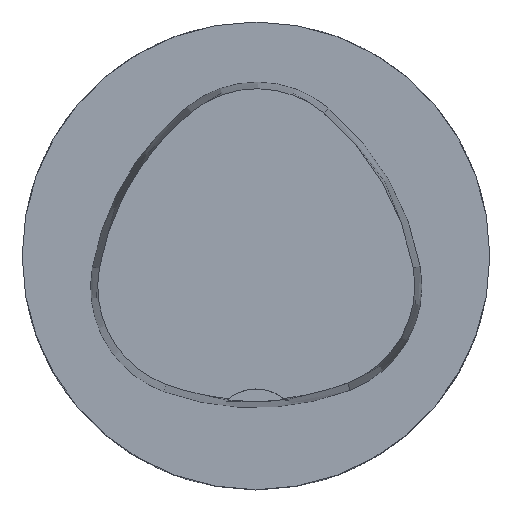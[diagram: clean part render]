
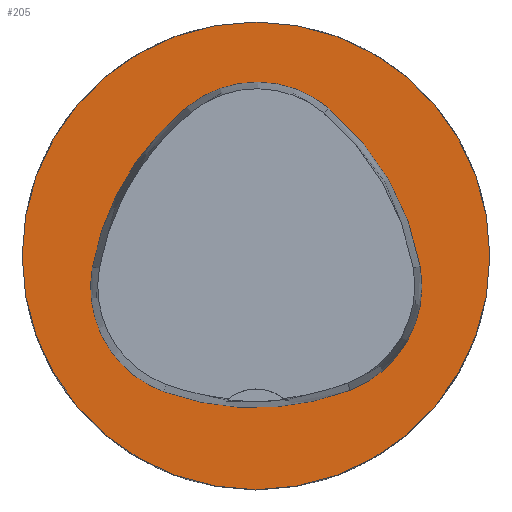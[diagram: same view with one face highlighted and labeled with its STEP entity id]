
A CAD part, top view. The second image highlights one B-rep face of the part: STEP entity #205.
In plain terms, the highlighted planar face has unit normal (0, 0, 1).
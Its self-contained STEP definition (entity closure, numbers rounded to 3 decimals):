
#136=PLANE('',#893);
#205=ADVANCED_FACE('',(#288,#289),#136,.T.);
#246=CIRCLE('',#864,31.5);
#248=CIRCLE('',#871,36.);
#250=CIRCLE('',#874,15.);
#252=CIRCLE('',#877,36.);
#254=CIRCLE('',#880,15.);
#258=CIRCLE('',#885,36.);
#260=CIRCLE('',#888,15.);
#288=FACE_BOUND('',#342,.T.);
#289=FACE_BOUND('',#343,.T.);
#342=EDGE_LOOP('',(#457,#458,#459,#460,#461,#462));
#343=EDGE_LOOP('',(#463));
#457=ORIENTED_EDGE('',*,*,#633,.T.);
#458=ORIENTED_EDGE('',*,*,#613,.T.);
#459=ORIENTED_EDGE('',*,*,#617,.T.);
#460=ORIENTED_EDGE('',*,*,#620,.T.);
#461=ORIENTED_EDGE('',*,*,#623,.T.);
#462=ORIENTED_EDGE('',*,*,#631,.T.);
#463=ORIENTED_EDGE('',*,*,#603,.F.);
#547=VERTEX_POINT('',#1234);
#557=VERTEX_POINT('',#1255);
#558=VERTEX_POINT('',#1256);
#561=VERTEX_POINT('',#1264);
#563=VERTEX_POINT('',#1270);
#565=VERTEX_POINT('',#1276);
#572=VERTEX_POINT('',#1297);
#603=EDGE_CURVE('',#547,#547,#246,.T.);
#613=EDGE_CURVE('',#557,#558,#248,.T.);
#617=EDGE_CURVE('',#558,#561,#250,.T.);
#620=EDGE_CURVE('',#561,#563,#252,.T.);
#623=EDGE_CURVE('',#563,#565,#254,.T.);
#631=EDGE_CURVE('',#565,#572,#258,.T.);
#633=EDGE_CURVE('',#572,#557,#260,.T.);
#864=AXIS2_PLACEMENT_3D('',#1233,#992,#993);
#871=AXIS2_PLACEMENT_3D('',#1254,#1010,#1011);
#874=AXIS2_PLACEMENT_3D('',#1263,#1018,#1019);
#877=AXIS2_PLACEMENT_3D('',#1269,#1025,#1026);
#880=AXIS2_PLACEMENT_3D('',#1275,#1032,#1033);
#885=AXIS2_PLACEMENT_3D('',#1298,#1044,#1045);
#888=AXIS2_PLACEMENT_3D('',#1301,#1050,#1051);
#893=AXIS2_PLACEMENT_3D('',#1306,#1060,#1061);
#992=DIRECTION('',(0.,0.,-1.));
#993=DIRECTION('',(-1.,0.,0.));
#1010=DIRECTION('',(0.,0.,-1.));
#1011=DIRECTION('',(-1.,0.,0.));
#1018=DIRECTION('',(0.,0.,-1.));
#1019=DIRECTION('',(-1.,0.,0.));
#1025=DIRECTION('',(0.,0.,-1.));
#1026=DIRECTION('',(-1.,0.,0.));
#1032=DIRECTION('',(0.,0.,-1.));
#1033=DIRECTION('',(-1.,0.,0.));
#1044=DIRECTION('',(0.,0.,-1.));
#1045=DIRECTION('',(-1.,0.,0.));
#1050=DIRECTION('',(0.,0.,-1.));
#1051=DIRECTION('',(-1.,0.,0.));
#1060=DIRECTION('',(0.,0.,1.));
#1061=DIRECTION('',(1.,0.,0.));
#1233=CARTESIAN_POINT('',(0.,0.,0.));
#1234=CARTESIAN_POINT('',(-31.5,0.,0.));
#1254=CARTESIAN_POINT('',(13.398,-7.893,0.));
#1255=CARTESIAN_POINT('',(-22.041,-1.562,0.));
#1256=CARTESIAN_POINT('',(-9.317,20.036,0.));
#1263=CARTESIAN_POINT('',(0.148,8.399,0.));
#1264=CARTESIAN_POINT('',(9.779,19.898,0.));
#1269=CARTESIAN_POINT('',(-13.337,-7.7,0.));
#1270=CARTESIAN_POINT('',(22.122,-1.48,0.));
#1275=CARTESIAN_POINT('',(7.347,-4.071,0.));
#1276=CARTESIAN_POINT('',(12.693,-18.087,0.));
#1297=CARTESIAN_POINT('',(-12.373,-18.307,0.));
#1298=CARTESIAN_POINT('',(-0.137,15.55,0.));
#1301=CARTESIAN_POINT('',(-7.275,-4.2,0.));
#1306=CARTESIAN_POINT('',(0.,0.,0.));
